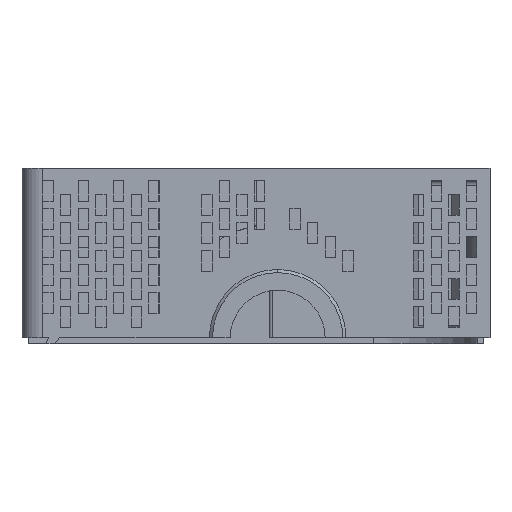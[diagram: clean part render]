
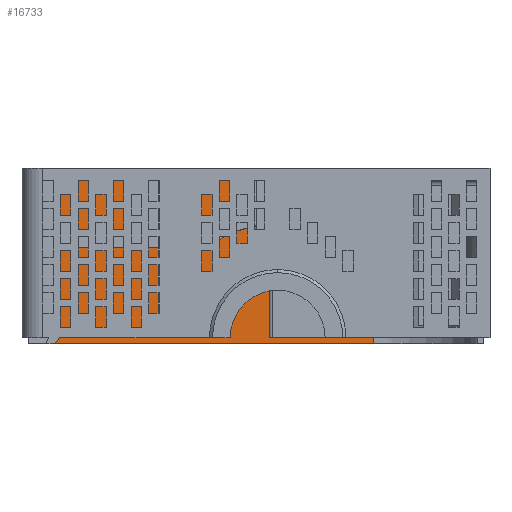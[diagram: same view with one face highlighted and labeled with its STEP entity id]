
A CAD part, front view. The second image highlights one B-rep face of the part: STEP entity #16733.
In plain terms, the highlighted planar face has unit normal (0, -1, 0).
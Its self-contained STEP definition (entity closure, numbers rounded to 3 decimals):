
#132 = ORIENTED_EDGE ( 'NONE', *, *, #9711, .T. ) ;
#154 = ORIENTED_EDGE ( 'NONE', *, *, #29300, .T. ) ;
#719 = DIRECTION ( 'NONE',  ( 0., 0., 1. ) ) ;
#807 = EDGE_CURVE ( 'NONE', #11751, #16374, #11612, .T. ) ;
#809 = LINE ( 'NONE', #10580, #9519 ) ;
#931 = CARTESIAN_POINT ( 'NONE',  ( -35.988, 91.729, -119.695 ) ) ;
#1208 = CARTESIAN_POINT ( 'NONE',  ( -10.938, 91.729, -142.245 ) ) ;
#1726 = VECTOR ( 'NONE', #21890, 1000. ) ;
#1776 = VERTEX_POINT ( 'NONE', #13226 ) ;
#1946 = ORIENTED_EDGE ( 'NONE', *, *, #2220, .F. ) ;
#1991 = DIRECTION ( 'NONE',  ( 0., 0., -1. ) ) ;
#2220 = EDGE_CURVE ( 'NONE', #25547, #13388, #15580, .T. ) ;
#2262 = LINE ( 'NONE', #2896, #22609 ) ;
#2390 = ORIENTED_EDGE ( 'NONE', *, *, #16338, .T. ) ;
#2487 = DIRECTION ( 'NONE',  ( -1., 0., 0. ) ) ;
#2580 = CARTESIAN_POINT ( 'NONE',  ( -35.988, 91.729, -141.045 ) ) ;
#2709 = LINE ( 'NONE', #28161, #28117 ) ;
#2741 = ORIENTED_EDGE ( 'NONE', *, *, #14493, .F. ) ;
#2750 = ORIENTED_EDGE ( 'NONE', *, *, #18351, .F. ) ;
#2896 = CARTESIAN_POINT ( 'NONE',  ( 0., 91.729, -142.245 ) ) ;
#2953 = CARTESIAN_POINT ( 'NONE',  ( -33.588, 91.729, -141.045 ) ) ;
#2984 = EDGE_CURVE ( 'NONE', #13388, #10242, #3289, .T. ) ;
#3227 = CARTESIAN_POINT ( 'NONE',  ( -21.938, 91.729, -110.745 ) ) ;
#3289 = LINE ( 'NONE', #10495, #3297 ) ;
#3297 = VECTOR ( 'NONE', #719, 1000. ) ;
#3307 = VECTOR ( 'NONE', #3780, 1000. ) ;
#3715 = CARTESIAN_POINT ( 'NONE',  ( -73.888, 91.729, -119.695 ) ) ;
#3780 = DIRECTION ( 'NONE',  ( 0., 0., 1. ) ) ;
#3815 = VERTEX_POINT ( 'NONE', #22153 ) ;
#3836 = LINE ( 'NONE', #13614, #1726 ) ;
#4185 = VECTOR ( 'NONE', #28623, 1000. ) ;
#4501 = CARTESIAN_POINT ( 'NONE',  ( -56.138, 91.729, -110.745 ) ) ;
#5014 = VERTEX_POINT ( 'NONE', #3227 ) ;
#5094 = CARTESIAN_POINT ( 'NONE',  ( -32.088, 91.729, -130.045 ) ) ;
#5159 = DIRECTION ( 'NONE',  ( -1., 0., 0. ) ) ;
#5362 = LINE ( 'NONE', #2953, #17625 ) ;
#5697 = AXIS2_PLACEMENT_3D ( 'NONE', #24763, #21902, #17074 ) ;
#5840 = ORIENTED_EDGE ( 'NONE', *, *, #10239, .T. ) ;
#5886 = EDGE_CURVE ( 'NONE', #6227, #10345, #18012, .T. ) ;
#6119 = CARTESIAN_POINT ( 'NONE',  ( -29.438, 91.729, -130.045 ) ) ;
#6227 = VERTEX_POINT ( 'NONE', #3715 ) ;
#6315 = DIRECTION ( 'NONE',  ( 0., 0., 1. ) ) ;
#6535 = EDGE_CURVE ( 'NONE', #15997, #3815, #2262, .T. ) ;
#6983 = LINE ( 'NONE', #30846, #25120 ) ;
#7094 = VERTEX_POINT ( 'NONE', #20526 ) ;
#7138 = FACE_OUTER_BOUND ( 'NONE', #14930, .T. ) ;
#7269 = CARTESIAN_POINT ( 'NONE',  ( -31.188, 91.729, -110.745 ) ) ;
#7665 = EDGE_CURVE ( 'NONE', #12894, #5014, #21117, .T. ) ;
#7803 = ORIENTED_EDGE ( 'NONE', *, *, #22867, .T. ) ;
#7972 = ORIENTED_EDGE ( 'NONE', *, *, #20037, .T. ) ;
#8089 = CARTESIAN_POINT ( 'NONE',  ( -35.988, 91.729, -110.745 ) ) ;
#8142 = ORIENTED_EDGE ( 'NONE', *, *, #18661, .T. ) ;
#8203 = VECTOR ( 'NONE', #2487, 1000. ) ;
#8764 = DIRECTION ( 'NONE',  ( 0., 0., 1. ) ) ;
#8768 = EDGE_CURVE ( 'NONE', #17035, #10345, #22320, .T. ) ;
#8905 = ORIENTED_EDGE ( 'NONE', *, *, #2984, .F. ) ;
#9519 = VECTOR ( 'NONE', #17328, 1000. ) ;
#9593 = VERTEX_POINT ( 'NONE', #31606 ) ;
#9671 = CARTESIAN_POINT ( 'NONE',  ( -33.588, 91.729, -119.695 ) ) ;
#9711 = EDGE_CURVE ( 'NONE', #28237, #21128, #10263, .T. ) ;
#10132 = DIRECTION ( 'NONE',  ( 0., 0., 1. ) ) ;
#10239 = EDGE_CURVE ( 'NONE', #19304, #15997, #3836, .T. ) ;
#10242 = VERTEX_POINT ( 'NONE', #7269 ) ;
#10263 = LINE ( 'NONE', #14776, #16540 ) ;
#10345 = VERTEX_POINT ( 'NONE', #26667 ) ;
#10495 = CARTESIAN_POINT ( 'NONE',  ( -31.188, 91.729, -141.045 ) ) ;
#10580 = CARTESIAN_POINT ( 'NONE',  ( -29.438, 91.729, -119.695 ) ) ;
#11143 = LINE ( 'NONE', #1208, #3307 ) ;
#11612 = LINE ( 'NONE', #14182, #27261 ) ;
#11730 = ORIENTED_EDGE ( 'NONE', *, *, #6535, .T. ) ;
#11751 = VERTEX_POINT ( 'NONE', #31451 ) ;
#12531 = CARTESIAN_POINT ( 'NONE',  ( -29.438, 91.729, -110.745 ) ) ;
#12583 = CARTESIAN_POINT ( 'NONE',  ( -29.438, 91.729, -110.745 ) ) ;
#12894 = VERTEX_POINT ( 'NONE', #18006 ) ;
#13226 = CARTESIAN_POINT ( 'NONE',  ( -56.138, 91.729, -119.695 ) ) ;
#13388 = VERTEX_POINT ( 'NONE', #31060 ) ;
#13435 = CARTESIAN_POINT ( 'NONE',  ( -76.288, 91.729, -142.245 ) ) ;
#13614 = CARTESIAN_POINT ( 'NONE',  ( -76.288, 91.729, -141.045 ) ) ;
#13866 = DIRECTION ( 'NONE',  ( -1., 0., 0. ) ) ;
#14102 = VECTOR ( 'NONE', #6315, 1000. ) ;
#14182 = CARTESIAN_POINT ( 'NONE',  ( -53.738, 91.729, -141.045 ) ) ;
#14493 = EDGE_CURVE ( 'NONE', #19304, #6227, #809, .T. ) ;
#14641 = ORIENTED_EDGE ( 'NONE', *, *, #5886, .F. ) ;
#14776 = CARTESIAN_POINT ( 'NONE',  ( -29.438, 91.729, -119.695 ) ) ;
#14930 = EDGE_LOOP ( 'NONE', ( #154, #2750, #17765, #19259, #8905, #1946, #2390, #17795, #132, #28380, #7972, #27137, #7803, #8142, #22694, #14641, #2741, #5840, #11730 ) ) ;
#15021 = VECTOR ( 'NONE', #13866, 1000. ) ;
#15580 = LINE ( 'NONE', #6119, #20187 ) ;
#15996 = VECTOR ( 'NONE', #10132, 1000. ) ;
#15997 = VERTEX_POINT ( 'NONE', #13435 ) ;
#16117 = LINE ( 'NONE', #20613, #15021 ) ;
#16338 = EDGE_CURVE ( 'NONE', #25547, #7094, #6983, .T. ) ;
#16374 = VERTEX_POINT ( 'NONE', #21568 ) ;
#16509 = EDGE_CURVE ( 'NONE', #5014, #10242, #21893, .T. ) ;
#16540 = VECTOR ( 'NONE', #5159, 1000. ) ;
#16733 = ADVANCED_FACE ( 'NONE', ( #7138 ), #24299, .F. ) ;
#17035 = VERTEX_POINT ( 'NONE', #4501 ) ;
#17074 = DIRECTION ( 'NONE',  ( 0., 0., 1. ) ) ;
#17328 = DIRECTION ( 'NONE',  ( 1., 0., 0. ) ) ;
#17359 = LINE ( 'NONE', #21876, #15996 ) ;
#17625 = VECTOR ( 'NONE', #25680, 1000. ) ;
#17765 = ORIENTED_EDGE ( 'NONE', *, *, #7665, .T. ) ;
#17795 = ORIENTED_EDGE ( 'NONE', *, *, #21374, .T. ) ;
#18006 = CARTESIAN_POINT ( 'NONE',  ( -21.938, 91.729, -141.045 ) ) ;
#18012 = LINE ( 'NONE', #27777, #14102 ) ;
#18351 = EDGE_CURVE ( 'NONE', #12894, #9593, #19191, .T. ) ;
#18509 = VERTEX_POINT ( 'NONE', #8089 ) ;
#18558 = CARTESIAN_POINT ( 'NONE',  ( -21.938, 91.729, -141.045 ) ) ;
#18661 = EDGE_CURVE ( 'NONE', #1776, #17035, #17359, .T. ) ;
#18694 = DIRECTION ( 'NONE',  ( -0.707, 0., 0.707 ) ) ;
#19191 = LINE ( 'NONE', #28778, #4185 ) ;
#19203 = VECTOR ( 'NONE', #29329, 1000. ) ;
#19259 = ORIENTED_EDGE ( 'NONE', *, *, #16509, .T. ) ;
#19304 = VERTEX_POINT ( 'NONE', #26578 ) ;
#20037 = EDGE_CURVE ( 'NONE', #18509, #11751, #16117, .T. ) ;
#20038 = DIRECTION ( 'NONE',  ( 1., 0., 0. ) ) ;
#20187 = VECTOR ( 'NONE', #22805, 1000. ) ;
#20526 = CARTESIAN_POINT ( 'NONE',  ( -33.588, 91.729, -128.545 ) ) ;
#20613 = CARTESIAN_POINT ( 'NONE',  ( -29.438, 91.729, -110.745 ) ) ;
#21117 = LINE ( 'NONE', #18558, #28454 ) ;
#21128 = VERTEX_POINT ( 'NONE', #931 ) ;
#21374 = EDGE_CURVE ( 'NONE', #7094, #28237, #5362, .T. ) ;
#21568 = CARTESIAN_POINT ( 'NONE',  ( -53.738, 91.729, -119.695 ) ) ;
#21876 = CARTESIAN_POINT ( 'NONE',  ( -56.138, 91.729, -141.045 ) ) ;
#21890 = DIRECTION ( 'NONE',  ( 0., 0., -1. ) ) ;
#21893 = LINE ( 'NONE', #12583, #8203 ) ;
#21902 = DIRECTION ( 'NONE',  ( 0., 1., 0. ) ) ;
#22153 = CARTESIAN_POINT ( 'NONE',  ( -10.938, 91.729, -142.245 ) ) ;
#22320 = LINE ( 'NONE', #12531, #28495 ) ;
#22609 = VECTOR ( 'NONE', #20038, 1000. ) ;
#22694 = ORIENTED_EDGE ( 'NONE', *, *, #8768, .T. ) ;
#22805 = DIRECTION ( 'NONE',  ( 1., 0., 0. ) ) ;
#22867 = EDGE_CURVE ( 'NONE', #16374, #1776, #2709, .T. ) ;
#22908 = DIRECTION ( 'NONE',  ( -1., 0., 0. ) ) ;
#24299 = PLANE ( 'NONE',  #5697 ) ;
#24538 = LINE ( 'NONE', #2580, #19203 ) ;
#24763 = CARTESIAN_POINT ( 'NONE',  ( -29.438, 91.729, -141.045 ) ) ;
#25120 = VECTOR ( 'NONE', #18694, 1000. ) ;
#25168 = DIRECTION ( 'NONE',  ( -1., 0., 0. ) ) ;
#25547 = VERTEX_POINT ( 'NONE', #5094 ) ;
#25680 = DIRECTION ( 'NONE',  ( 0., 0., 1. ) ) ;
#26578 = CARTESIAN_POINT ( 'NONE',  ( -76.288, 91.729, -119.695 ) ) ;
#26667 = CARTESIAN_POINT ( 'NONE',  ( -73.888, 91.729, -110.745 ) ) ;
#27137 = ORIENTED_EDGE ( 'NONE', *, *, #807, .T. ) ;
#27261 = VECTOR ( 'NONE', #1991, 1000. ) ;
#27777 = CARTESIAN_POINT ( 'NONE',  ( -73.888, 91.729, -141.045 ) ) ;
#28117 = VECTOR ( 'NONE', #22908, 1000. ) ;
#28161 = CARTESIAN_POINT ( 'NONE',  ( -29.438, 91.729, -119.695 ) ) ;
#28237 = VERTEX_POINT ( 'NONE', #9671 ) ;
#28380 = ORIENTED_EDGE ( 'NONE', *, *, #30354, .T. ) ;
#28454 = VECTOR ( 'NONE', #8764, 1000. ) ;
#28495 = VECTOR ( 'NONE', #25168, 1000. ) ;
#28623 = DIRECTION ( 'NONE',  ( 1., 0., 0. ) ) ;
#28778 = CARTESIAN_POINT ( 'NONE',  ( 0., 91.729, -141.045 ) ) ;
#29300 = EDGE_CURVE ( 'NONE', #3815, #9593, #11143, .T. ) ;
#29329 = DIRECTION ( 'NONE',  ( 0., 0., 1. ) ) ;
#30354 = EDGE_CURVE ( 'NONE', #21128, #18509, #24538, .T. ) ;
#30846 = CARTESIAN_POINT ( 'NONE',  ( -25.263, 91.729, -136.87 ) ) ;
#31060 = CARTESIAN_POINT ( 'NONE',  ( -31.188, 91.729, -130.045 ) ) ;
#31451 = CARTESIAN_POINT ( 'NONE',  ( -53.738, 91.729, -110.745 ) ) ;
#31606 = CARTESIAN_POINT ( 'NONE',  ( -10.938, 91.729, -141.045 ) ) ;
